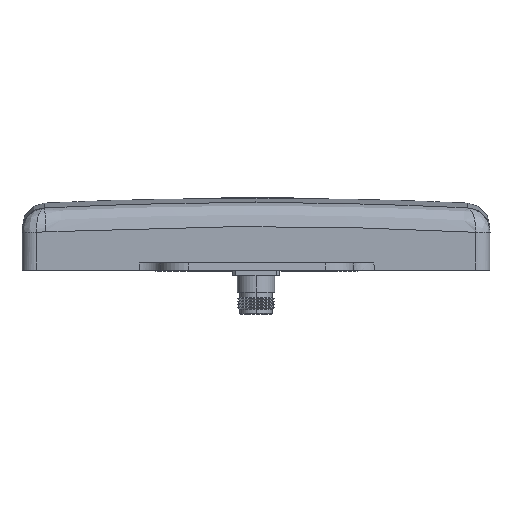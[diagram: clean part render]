
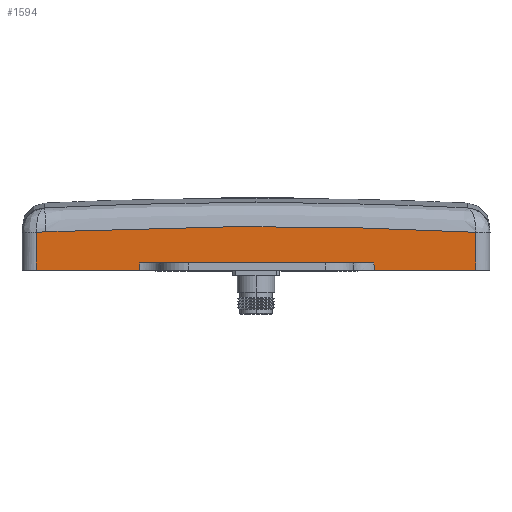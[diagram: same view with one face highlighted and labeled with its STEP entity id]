
A CAD part, top view. The second image highlights one B-rep face of the part: STEP entity #1594.
In plain terms, the highlighted planar face has unit normal (0, 0, 1).
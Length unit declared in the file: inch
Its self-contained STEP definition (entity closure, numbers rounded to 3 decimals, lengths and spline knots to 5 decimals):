
#293 = EDGE_CURVE ( 'NONE', #21764, #19345, #12107, .T. ) ;
#321 = LINE ( 'NONE', #15579, #28491 ) ;
#327 = VECTOR ( 'NONE', #10106, 39.37008 ) ;
#772 = VERTEX_POINT ( 'NONE', #13378 ) ;
#1594 = ADVANCED_FACE ( 'NONE', ( #4168 ), #23768, .T. ) ;
#2136 = LINE ( 'NONE', #15526, #25104 ) ;
#2373 = CARTESIAN_POINT ( 'NONE',  ( 3.6122, 0., 3.84843 ) ) ;
#2472 = LINE ( 'NONE', #2373, #25419 ) ;
#2525 = EDGE_CURVE ( 'NONE', #21764, #9514, #26204, .T. ) ;
#3280 = VERTEX_POINT ( 'NONE', #8750 ) ;
#3298 = CARTESIAN_POINT ( 'NONE',  ( -3.45472, 0.55264, 3.84843 ) ) ;
#4168 = FACE_OUTER_BOUND ( 'NONE', #9272, .T. ) ;
#4196 = EDGE_CURVE ( 'NONE', #26189, #772, #4422, .T. ) ;
#4422 = LINE ( 'NONE', #19408, #15554 ) ;
#5839 = CARTESIAN_POINT ( 'NONE',  ( -1.91664, -0.07874, 3.84843 ) ) ;
#6519 = CARTESIAN_POINT ( 'NONE',  ( -3.6122, -0.07874, 3.84843 ) ) ;
#6788 = ORIENTED_EDGE ( 'NONE', *, *, #22512, .T. ) ;
#8462 = VERTEX_POINT ( 'NONE', #24659 ) ;
#8750 = CARTESIAN_POINT ( 'NONE',  ( -1.91239, 0.03937, 3.84843 ) ) ;
#8777 = ORIENTED_EDGE ( 'NONE', *, *, #14832, .T. ) ;
#9217 = EDGE_CURVE ( 'NONE', #8462, #3280, #18099, .T. ) ;
#9272 = EDGE_LOOP ( 'NONE', ( #15355, #21655, #16237, #25309, #8777, #26529, #24431, #6788, #28178 ) ) ;
#9514 = VERTEX_POINT ( 'NONE', #17690 ) ;
#9600 = EDGE_CURVE ( 'NONE', #3280, #26189, #17729, .T. ) ;
#9615 = AXIS2_PLACEMENT_3D ( 'NONE', #23681, #17428, #17056 ) ;
#10004 = CARTESIAN_POINT ( 'NONE',  ( -3.84843, -0.07874, 3.84843 ) ) ;
#10106 = DIRECTION ( 'NONE',  ( 0.036, 0.999, 0. ) ) ;
#10886 = CARTESIAN_POINT ( 'NONE',  ( -3.45472, 0.55264, 3.84843 ) ) ;
#10928 = CARTESIAN_POINT ( 'NONE',  ( -3.6122, 0.54453, 3.84842 ) ) ;
#11112 = VECTOR ( 'NONE', #21200, 39.37008 ) ;
#11117 = CARTESIAN_POINT ( 'NONE',  ( -3.45472, 0.55264, 3.84843 ) ) ;
#11304 = CARTESIAN_POINT ( 'NONE',  ( -3.50715, 0.55, 3.84843 ) ) ;
#11365 = DIRECTION ( 'NONE',  ( 1., 0., 0. ) ) ;
#11690 = CARTESIAN_POINT ( 'NONE',  ( -3.55964, 0.5473, 3.84843 ) ) ;
#11783 = VECTOR ( 'NONE', #11365, 39.37008 ) ;
#12107 = B_SPLINE_CURVE_WITH_KNOTS ( 'NONE', 3,
 ( #11117, #11304, #11690, #10928 ),
 .UNSPECIFIED., .F., .F.,
 ( 4, 4 ),
 ( 0., 1. ),
 .UNSPECIFIED. ) ;
#13378 = CARTESIAN_POINT ( 'NONE',  ( 1.9442, -0.07874, 3.84843 ) ) ;
#14394 = CARTESIAN_POINT ( 'NONE',  ( 3.6122, -0.07874, 3.84843 ) ) ;
#14832 = EDGE_CURVE ( 'NONE', #18236, #9514, #2472, .T. ) ;
#15136 = VERTEX_POINT ( 'NONE', #6519 ) ;
#15355 = ORIENTED_EDGE ( 'NONE', *, *, #9217, .T. ) ;
#15421 = EDGE_CURVE ( 'NONE', #772, #18236, #17081, .T. ) ;
#15526 = CARTESIAN_POINT ( 'NONE',  ( -3.6122, 0., 3.84843 ) ) ;
#15554 = VECTOR ( 'NONE', #19018, 39.37008 ) ;
#15579 = CARTESIAN_POINT ( 'NONE',  ( -3.84843, -0.07874, 3.84843 ) ) ;
#16237 = ORIENTED_EDGE ( 'NONE', *, *, #4196, .T. ) ;
#17056 = DIRECTION ( 'NONE',  ( 1., 0., 0. ) ) ;
#17081 = LINE ( 'NONE', #10004, #11112 ) ;
#17314 = EDGE_CURVE ( 'NONE', #15136, #8462, #321, .T. ) ;
#17428 = DIRECTION ( 'NONE',  ( 0., 0., 1. ) ) ;
#17690 = CARTESIAN_POINT ( 'NONE',  ( 3.6122, 0.54452, 3.84842 ) ) ;
#17729 = LINE ( 'NONE', #20264, #11783 ) ;
#18099 = LINE ( 'NONE', #5839, #327 ) ;
#18236 = VERTEX_POINT ( 'NONE', #14394 ) ;
#19018 = DIRECTION ( 'NONE',  ( 0.036, -0.999, 0. ) ) ;
#19345 = VERTEX_POINT ( 'NONE', #23791 ) ;
#19408 = CARTESIAN_POINT ( 'NONE',  ( 1.93995, 0.03937, 3.84843 ) ) ;
#20070 = DIRECTION ( 'NONE',  ( 1., 0., 0. ) ) ;
#20264 = CARTESIAN_POINT ( 'NONE',  ( -3.84843, 0.03937, 3.84843 ) ) ;
#21200 = DIRECTION ( 'NONE',  ( 1., 0., 0. ) ) ;
#21655 = ORIENTED_EDGE ( 'NONE', *, *, #9600, .T. ) ;
#21764 = VERTEX_POINT ( 'NONE', #10886 ) ;
#22512 = EDGE_CURVE ( 'NONE', #19345, #15136, #2136, .T. ) ;
#23681 = CARTESIAN_POINT ( 'NONE',  ( -3.84843, 0., 3.84843 ) ) ;
#23768 = PLANE ( 'NONE',  #9615 ) ;
#23791 = CARTESIAN_POINT ( 'NONE',  ( -3.6122, 0.54453, 3.84842 ) ) ;
#24172 = DIRECTION ( 'NONE',  ( 0., 1., 0. ) ) ;
#24431 = ORIENTED_EDGE ( 'NONE', *, *, #293, .T. ) ;
#24485 = DIRECTION ( 'NONE',  ( 0., -1., 0. ) ) ;
#24659 = CARTESIAN_POINT ( 'NONE',  ( -1.91664, -0.07874, 3.84843 ) ) ;
#25104 = VECTOR ( 'NONE', #24485, 39.37008 ) ;
#25175 = CARTESIAN_POINT ( 'NONE',  ( 3.6122, 0.54452, 3.84842 ) ) ;
#25262 = CARTESIAN_POINT ( 'NONE',  ( 2.43562, 0.60652, 3.84843 ) ) ;
#25309 = ORIENTED_EDGE ( 'NONE', *, *, #15421, .T. ) ;
#25341 = CARTESIAN_POINT ( 'NONE',  ( 1.25728, 0.63658, 3.84843 ) ) ;
#25419 = VECTOR ( 'NONE', #24172, 39.37008 ) ;
#25445 = CARTESIAN_POINT ( 'NONE',  ( -1.09957, 0.63917, 3.84843 ) ) ;
#26180 = CARTESIAN_POINT ( 'NONE',  ( 1.93995, 0.03937, 3.84843 ) ) ;
#26189 = VERTEX_POINT ( 'NONE', #26180 ) ;
#26204 = B_SPLINE_CURVE_WITH_KNOTS ( 'NONE', 3,
 ( #3298, #27673, #25445, #25341, #25262, #25175 ),
 .UNSPECIFIED., .F., .F.,
 ( 4, 2, 4 ),
 ( 0., 0.5, 1. ),
 .UNSPECIFIED. ) ;
#26529 = ORIENTED_EDGE ( 'NONE', *, *, #2525, .F. ) ;
#27673 = CARTESIAN_POINT ( 'NONE',  ( -2.27799, 0.61179, 3.84843 ) ) ;
#28178 = ORIENTED_EDGE ( 'NONE', *, *, #17314, .T. ) ;
#28491 = VECTOR ( 'NONE', #20070, 39.37008 ) ;
